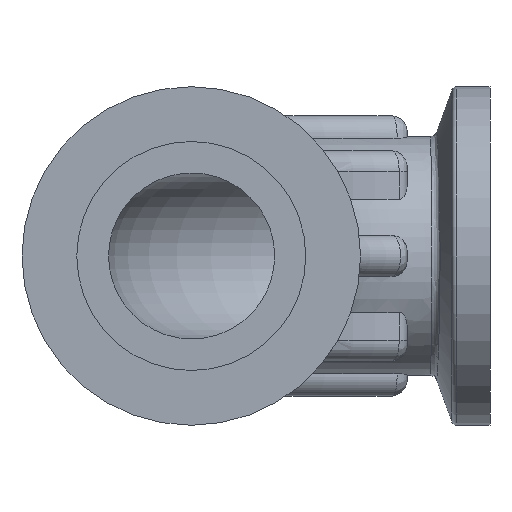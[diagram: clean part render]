
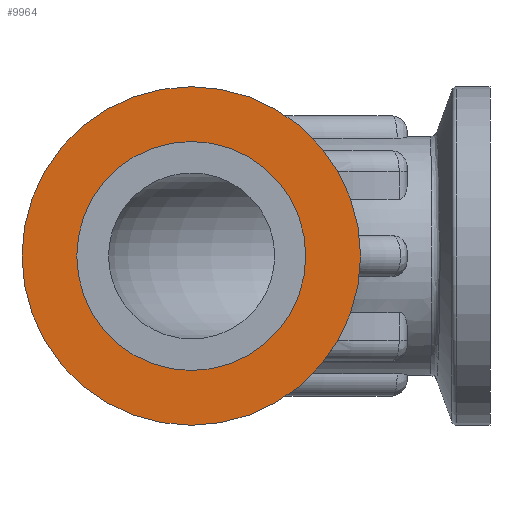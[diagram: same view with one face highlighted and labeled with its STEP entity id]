
A CAD part, left-side view. The second image highlights one B-rep face of the part: STEP entity #9964.
In plain terms, the highlighted planar face has unit normal (-1, 0, 0).
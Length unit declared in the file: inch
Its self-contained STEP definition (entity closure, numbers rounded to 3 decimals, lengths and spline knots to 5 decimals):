
#295=PLANE('',#10843);
#1510=FACE_BOUND('',#3324,.T.);
#2681=FACE_OUTER_BOUND('',#3323,.T.);
#3323=EDGE_LOOP('',(#9365));
#3324=EDGE_LOOP('',(#9366));
#3695=CIRCLE('',#10815,0.69);
#3701=CIRCLE('',#10838,1.02);
#4848=VERTEX_POINT('',#23796);
#4853=VERTEX_POINT('',#23890);
#6356=EDGE_CURVE('',#4848,#4848,#3695,.T.);
#6363=EDGE_CURVE('',#4853,#4853,#3701,.T.);
#9365=ORIENTED_EDGE('',*,*,#6363,.F.);
#9366=ORIENTED_EDGE('',*,*,#6356,.T.);
#9964=ADVANCED_FACE('',(#2681,#1510),#295,.T.);
#10815=AXIS2_PLACEMENT_3D('',#23797,#12992,#12993);
#10838=AXIS2_PLACEMENT_3D('',#23891,#13038,#13039);
#10843=AXIS2_PLACEMENT_3D('',#23897,#13048,#13049);
#12992=DIRECTION('center_axis',(1.,0.,0.));
#12993=DIRECTION('ref_axis',(0.,1.,0.));
#13038=DIRECTION('center_axis',(1.,0.,0.));
#13039=DIRECTION('ref_axis',(0.,1.,0.));
#13048=DIRECTION('center_axis',(-1.,0.,0.));
#13049=DIRECTION('ref_axis',(0.,0.,1.));
#23796=CARTESIAN_POINT('',(0.,0.69,0.));
#23797=CARTESIAN_POINT('Origin',(0.,0.,0.));
#23890=CARTESIAN_POINT('',(0.,1.02,0.));
#23891=CARTESIAN_POINT('Origin',(0.,0.,0.));
#23897=CARTESIAN_POINT('Origin',(0.,0.855,0.));
